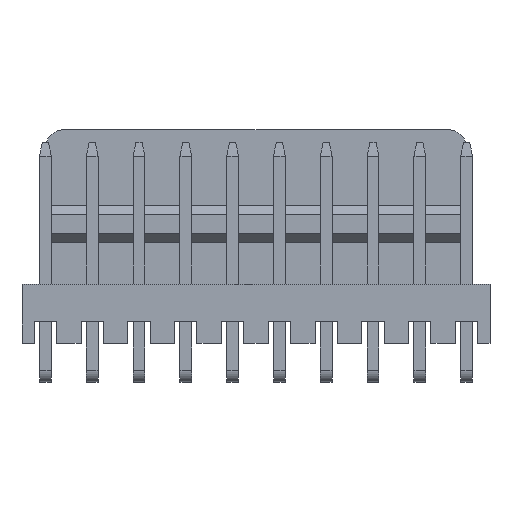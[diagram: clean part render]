
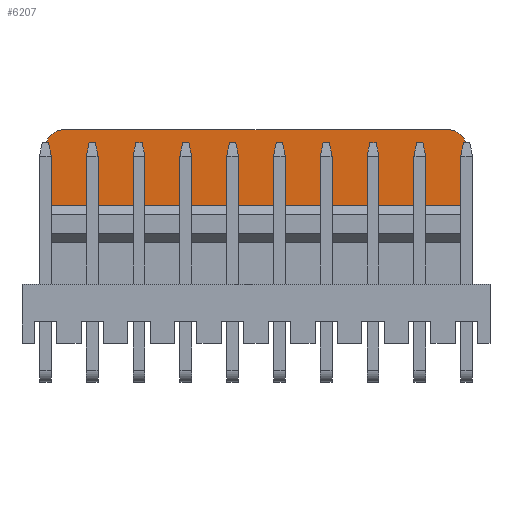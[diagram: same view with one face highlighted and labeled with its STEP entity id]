
A CAD part, top view. The second image highlights one B-rep face of the part: STEP entity #6207.
In plain terms, the highlighted planar face has unit normal (0, 0, 1).
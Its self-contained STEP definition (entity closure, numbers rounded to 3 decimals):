
#3590=CARTESIAN_POINT('',(-11.43,7.5,-2.05));
#3591=VERTEX_POINT('',#3590);
#3598=CARTESIAN_POINT('',(-11.43,10.6,-2.05));
#3599=VERTEX_POINT('',#3598);
#3600=CARTESIAN_POINT('',(-11.43,7.5,-2.05));
#3601=DIRECTION('',(0.,1.,0.));
#3602=VECTOR('',#3601,3.1);
#3603=LINE('',#3600,#3602);
#3604=EDGE_CURVE('',#3591,#3599,#3603,.T.);
#3621=CARTESIAN_POINT('',(-10.43,11.6,-2.05));
#3622=VERTEX_POINT('',#3621);
#3623=CARTESIAN_POINT('',(-10.43,10.6,-2.05));
#3624=DIRECTION('',(-1.,0.,0.));
#3625=DIRECTION('',(0.,0.,-1.));
#3626=AXIS2_PLACEMENT_3D('',#3623,#3625,#3624);
#3627=CIRCLE('',#3626,1.);
#3628=EDGE_CURVE('',#3599,#3622,#3627,.T.);
#3645=CARTESIAN_POINT('',(10.43,11.6,-2.05));
#3646=VERTEX_POINT('',#3645);
#3647=CARTESIAN_POINT('',(-10.43,11.6,-2.05));
#3648=DIRECTION('',(1.,0.,0.));
#3649=VECTOR('',#3648,20.86);
#3650=LINE('',#3647,#3649);
#3651=EDGE_CURVE('',#3622,#3646,#3650,.T.);
#3669=CARTESIAN_POINT('',(11.43,10.6,-2.05));
#3670=VERTEX_POINT('',#3669);
#3679=CARTESIAN_POINT('',(10.43,10.6,-2.05));
#3680=DIRECTION('',(0.,1.,0.));
#3681=DIRECTION('',(0.,0.,-1.));
#3682=AXIS2_PLACEMENT_3D('',#3679,#3681,#3680);
#3683=CIRCLE('',#3682,1.);
#3684=EDGE_CURVE('',#3646,#3670,#3683,.T.);
#3694=CARTESIAN_POINT('',(11.43,7.5,-2.05));
#3695=VERTEX_POINT('',#3694);
#3696=CARTESIAN_POINT('',(11.43,10.6,-2.05));
#3697=DIRECTION('',(0.,-1.,0.));
#3698=VECTOR('',#3697,3.1);
#3699=LINE('',#3696,#3698);
#3700=EDGE_CURVE('',#3670,#3695,#3699,.T.);
#6184=CARTESIAN_POINT('',(11.43,7.5,-2.05));
#6185=DIRECTION('',(-1.,0.,0.));
#6186=VECTOR('',#6185,22.86);
#6187=LINE('',#6184,#6186);
#6188=EDGE_CURVE('',#3695,#3591,#6187,.T.);
#6194=CARTESIAN_POINT('',(0.,9.55,-2.05));
#6195=DIRECTION('',(0.,1.,0.));
#6196=DIRECTION('',(0.,-0.,1.));
#6197=AXIS2_PLACEMENT_3D('',#6194,#6196,#6195);
#6198=PLANE('',#6197);
#6199=ORIENTED_EDGE('',*,*,#3604,.F.);
#6200=ORIENTED_EDGE('',*,*,#6188,.F.);
#6201=ORIENTED_EDGE('',*,*,#3700,.F.);
#6202=ORIENTED_EDGE('',*,*,#3684,.F.);
#6203=ORIENTED_EDGE('',*,*,#3651,.F.);
#6204=ORIENTED_EDGE('',*,*,#3628,.F.);
#6205=EDGE_LOOP('',(#6199,#6200,#6201,#6202,#6203,#6204));
#6206=FACE_OUTER_BOUND('',#6205,.T.);
#6207=ADVANCED_FACE('',(#6206),#6198,.T.);
